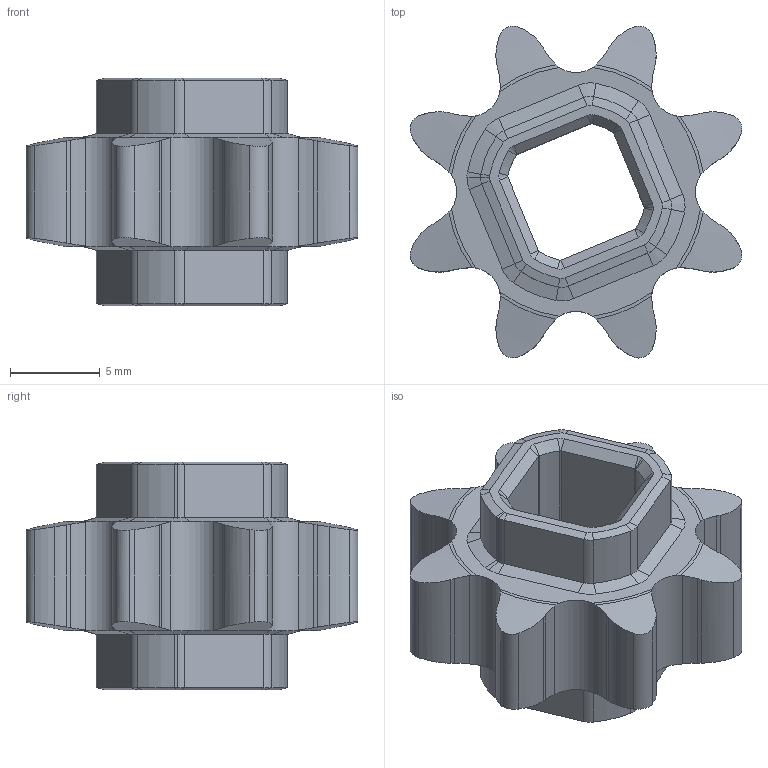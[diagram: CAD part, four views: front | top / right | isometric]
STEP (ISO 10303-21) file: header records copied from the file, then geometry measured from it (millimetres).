
FILE_DESCRIPTION (( 'STEP AP214' ), '1' );
FILE_NAME ('276-8030-001 Rev3.STEP', '2021-01-11T19:21:38', ( '' ), ( '' ), 'SwSTEP 2.0', 'SolidWorks 2019', '' );
FILE_SCHEMA (( 'AUTOMOTIVE_DESIGN' ));
Length unit declared in the file: millimetre
Products named in the file (1): 276-8030-001 Rev3
Bounding box: 18.49 x 18.49 x 12.7 mm (x, y, z)
Volume: 1282 mm3; surface area: 1261.1 mm2
Topology: 1 solids, 1 shells, 260 faces, 669 edges, 413 vertices
Faces by surface type: cone 94, cylinder 94, plane 56, torus 16
Entity records: 8156 total; most frequent: CARTESIAN_POINT 2027, ORIENTED_EDGE 1338, DIRECTION 1212, EDGE_CURVE 669, AXIS2_PLACEMENT_3D 470, VERTEX_POINT 413, LINE 272, VECTOR 272
